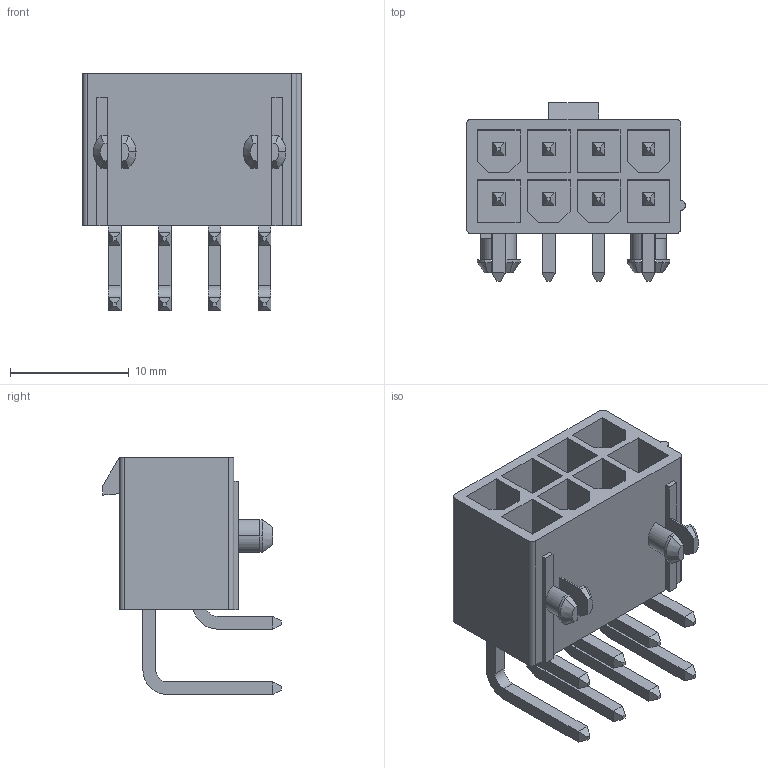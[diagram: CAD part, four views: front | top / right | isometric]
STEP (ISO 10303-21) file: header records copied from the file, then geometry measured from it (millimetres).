
FILE_DESCRIPTION (( 'STEP AP214' ), '1' );
FILE_NAME ('39-30-1082.STEP', '2021-07-25T05:53:24', ( 'boksop' ), ( '' ), 'SwSTEP 2.0', 'SolidWorks 2020', '' );
FILE_SCHEMA (( 'AUTOMOTIVE_DESIGN' ));
Length unit declared in the file: millimetre
Products named in the file (1): 39-30-1082
Bounding box: 18.4 x 15 x 19.93 mm (x, y, z)
Volume: 1497.4 mm3; surface area: 2735.9 mm2
Topology: 1 solids, 1 shells, 287 faces, 692 edges, 433 vertices
Faces by surface type: plane 248, cylinder 33, cone 6
Entity records: 9228 total; most frequent: CARTESIAN_POINT 1437, ORIENTED_EDGE 1384, DIRECTION 1335, EDGE_CURVE 692, VECTOR 609, LINE 609, VERTEX_POINT 433, AXIS2_PLACEMENT_3D 363
